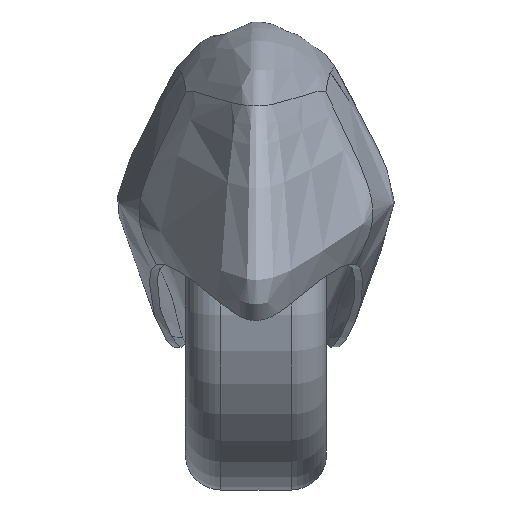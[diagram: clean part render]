
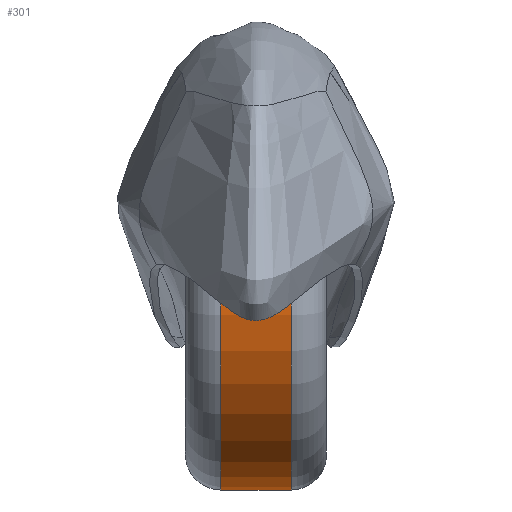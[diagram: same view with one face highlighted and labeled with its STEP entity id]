
A CAD part, left-side view. The second image highlights one B-rep face of the part: STEP entity #301.
In plain terms, the highlighted cylindrical face has radius 38.1 mm (diameter 76.2 mm), a full revolution.
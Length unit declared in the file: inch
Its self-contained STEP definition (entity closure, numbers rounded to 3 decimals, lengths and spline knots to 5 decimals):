
#81=LINE('',#414,#82);
#82=VECTOR('',#381,1.5);
#83=CYLINDRICAL_SURFACE('',#352,1.5);
#85=FACE_OUTER_BOUND('',#105,.T.);
#105=EDGE_LOOP('',(#213,#214,#215,#216,#217,#218));
#127=CIRCLE('',#350,1.5);
#128=CIRCLE('',#351,1.5);
#129=CIRCLE('',#353,1.5);
#130=CIRCLE('',#354,1.5);
#134=VERTEX_POINT('',#405);
#135=VERTEX_POINT('',#407);
#136=VERTEX_POINT('',#411);
#137=VERTEX_POINT('',#412);
#165=EDGE_CURVE('',#134,#135,#127,.T.);
#166=EDGE_CURVE('',#135,#134,#128,.T.);
#167=EDGE_CURVE('',#136,#137,#129,.T.);
#168=EDGE_CURVE('',#136,#135,#81,.T.);
#169=EDGE_CURVE('',#137,#136,#130,.T.);
#213=ORIENTED_EDGE('',*,*,#167,.F.);
#214=ORIENTED_EDGE('',*,*,#168,.T.);
#215=ORIENTED_EDGE('',*,*,#165,.F.);
#216=ORIENTED_EDGE('',*,*,#166,.F.);
#217=ORIENTED_EDGE('',*,*,#168,.F.);
#218=ORIENTED_EDGE('',*,*,#169,.F.);
#301=ADVANCED_FACE('',(#85),#83,.T.);
#350=AXIS2_PLACEMENT_3D('',#408,#373,#374);
#351=AXIS2_PLACEMENT_3D('',#409,#375,#376);
#352=AXIS2_PLACEMENT_3D('',#410,#377,#378);
#353=AXIS2_PLACEMENT_3D('',#413,#379,#380);
#354=AXIS2_PLACEMENT_3D('',#415,#382,#383);
#373=DIRECTION('center_axis',(0.,-1.,0.));
#374=DIRECTION('ref_axis',(1.,0.,0.));
#375=DIRECTION('center_axis',(0.,-1.,0.));
#376=DIRECTION('ref_axis',(1.,0.,0.));
#377=DIRECTION('center_axis',(0.,1.,0.));
#378=DIRECTION('ref_axis',(1.,0.,0.));
#379=DIRECTION('center_axis',(0.,1.,0.));
#380=DIRECTION('ref_axis',(1.,0.,0.));
#381=DIRECTION('',(0.,-1.,0.));
#382=DIRECTION('center_axis',(0.,1.,0.));
#383=DIRECTION('ref_axis',(1.,0.,0.));
#405=CARTESIAN_POINT('',(0.,-0.25,1.5));
#407=CARTESIAN_POINT('',(-1.5,-0.25,0.));
#408=CARTESIAN_POINT('Origin',(0.,-0.25,0.));
#409=CARTESIAN_POINT('Origin',(0.,-0.25,0.));
#410=CARTESIAN_POINT('Origin',(0.,0.,0.));
#411=CARTESIAN_POINT('',(-1.5,0.25,0.));
#412=CARTESIAN_POINT('',(0.,0.25,-1.5));
#413=CARTESIAN_POINT('Origin',(0.,0.25,0.));
#414=CARTESIAN_POINT('',(-1.5,0.,0.));
#415=CARTESIAN_POINT('Origin',(0.,0.25,0.));
